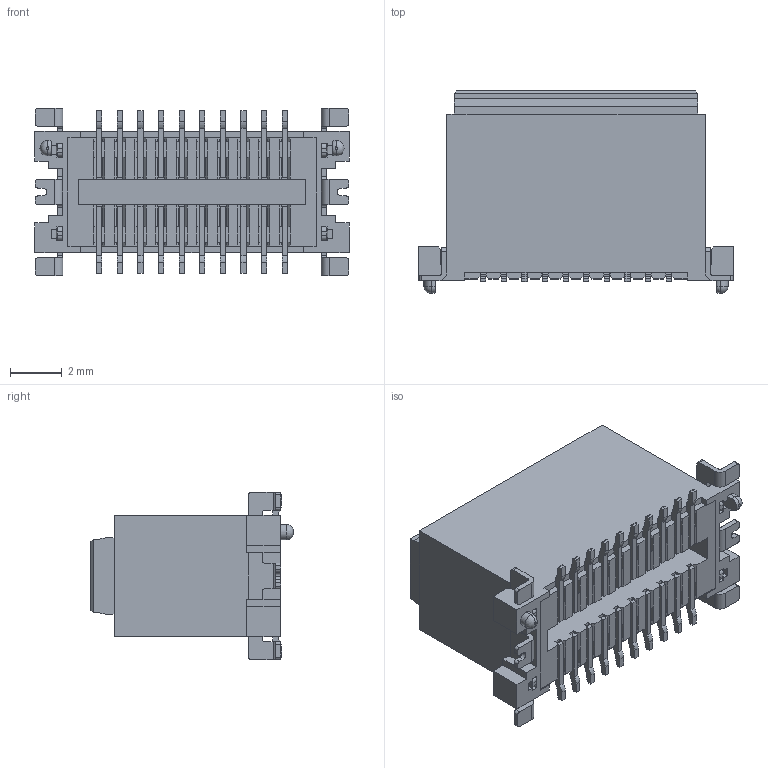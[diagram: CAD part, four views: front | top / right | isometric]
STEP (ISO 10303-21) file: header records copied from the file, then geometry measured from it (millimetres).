
FILE_DESCRIPTION (( 'STEP AP203' ), '1' );
FILE_NAME ('CBRD020SE2FP1R0-NH.STEP', '2018-08-08T08:26:30', ( '' ), ( '' ), 'SwSTEP 2.0', 'SolidWorks 2017', '' );
FILE_SCHEMA (( 'CONFIG_CONTROL_DESIGN' ));
Length unit declared in the file: millimetre
Products named in the file (4): T7.35; CBRD020SE2FP1R0-NH; ¥ÀBASE_20 SE; TAB
Assembly tree (23 placements, depth 2):
  CBRD020SE2FP1R0-NH
    ¥ÀBASE_20 SE
    TAB  x2
    T7.35  x20
Bounding box: 12.2 x 7.85 x 6.5 mm (x, y, z)
Volume: 238.8 mm3; surface area: 1156 mm2
Topology: 23 solids, 23 shells, 1752 faces, 5072 edges, 3332 vertices
Faces by surface type: plane 1229, cylinder 486, bspline 33, torus 4
Entity records: 30115 total; most frequent: CARTESIAN_POINT 7267, ORIENTED_EDGE 4842, DIRECTION 4115, EDGE_CURVE 2421, LINE 2231, VECTOR 2231, VERTEX_POINT 1566, AXIS2_PLACEMENT_3D 942
